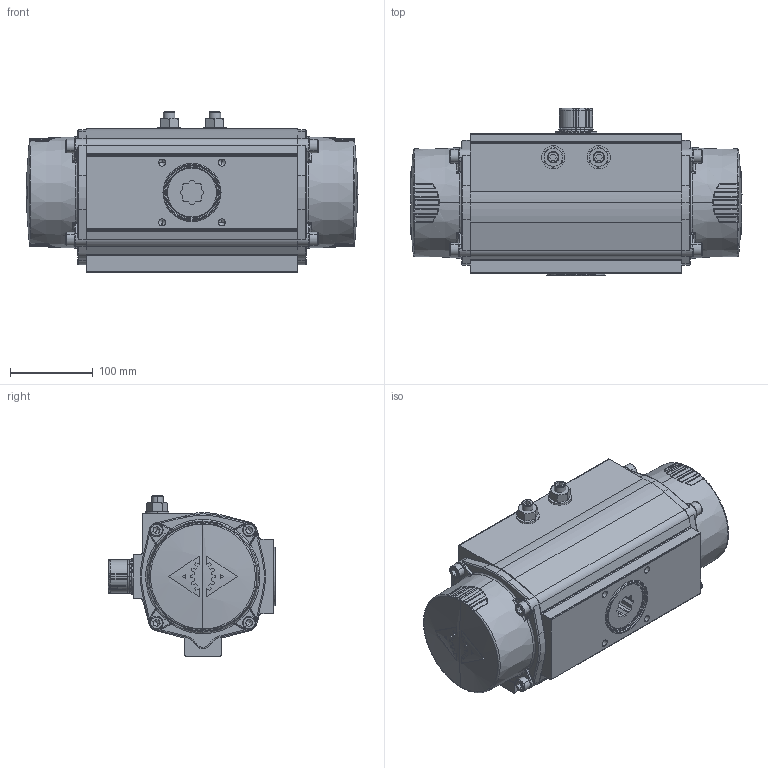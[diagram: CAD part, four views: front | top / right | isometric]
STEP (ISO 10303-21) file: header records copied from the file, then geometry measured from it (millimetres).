
FILE_DESCRIPTION (( 'STEP AP214' ), '1' );
FILE_NAME ('0500 ASR.STEP', '2011-12-07T10:59:27', ( 'ossuin - p' ), ( 'Ossuin' ), 'SwSTEP 2.0', 'SolidWorks 2010', '' );
FILE_SCHEMA (( 'AUTOMOTIVE_DESIGN' ));
Length unit declared in the file: millimetre
Products named in the file (10): CR0300; DIN 912 M10 x 35 --- 35C_Default; T0500; Washer DIN 125 - A 15_Washer DIN 125 - A 15; DIN 915 - M14 x 40-C_DIN 915 - M14 x 40-C; Hexagon Nut ISO 4032 - M14 - D - C_Default; E0500N; Tapon ﾘ45; C0500; 0500 ASR
Assembly tree (20 placements, depth 2):
  0500 ASR
    DIN 912 M10 x 35 --- 35C_Default  x8
    Hexagon Nut ISO 4032 - M14 - D - C_Default  x2
    T0500  x2
    CR0300
    Tapon ﾘ45
    Washer DIN 125 - A 15_Washer DIN 125 - A 15  x2
    E0500N
    DIN 915 - M14 x 40-C_DIN 915 - M14 x 40-C  x2
    C0500
Bounding box: 400.31 x 202.28 x 193.2 mm (x, y, z)
Volume: 2722580.4 mm3; surface area: 622870.1 mm2
Topology: 28 solids, 28 shells, 3599 faces, 9441 edges, 5795 vertices
Faces by surface type: plane 1172, cylinder 1124, bspline 841, cone 283, torus 151, sphere 28
Entity records: 130644 total; most frequent: CARTESIAN_POINT 52685, ORIENTED_EDGE 14230, DIRECTION 12231, EDGE_CURVE 7115, AXIS2_PLACEMENT_3D 4628, VERTEX_POINT 4516, VECTOR 2975, LINE 2975
